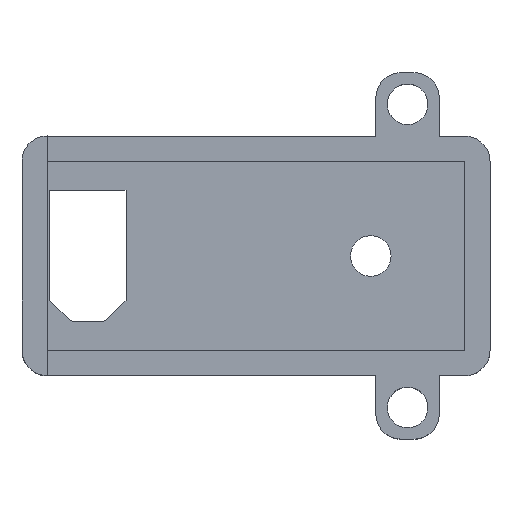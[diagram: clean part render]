
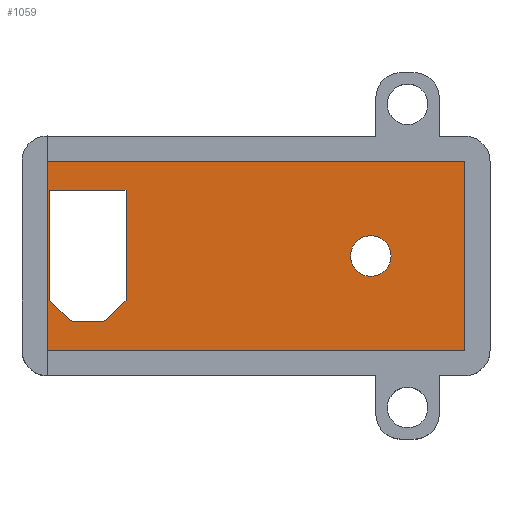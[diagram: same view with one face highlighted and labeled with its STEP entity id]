
A CAD part, top view. The second image highlights one B-rep face of the part: STEP entity #1059.
In plain terms, the highlighted planar face has unit normal (0, 0, 1).
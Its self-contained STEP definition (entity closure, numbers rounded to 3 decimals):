
#22=FACE_BOUND('',#174,.T.);
#23=FACE_BOUND('',#175,.T.);
#60=PLANE('',#1158);
#113=FACE_OUTER_BOUND('',#173,.T.);
#173=EDGE_LOOP('',(#963,#964,#965,#966));
#174=EDGE_LOOP('',(#967));
#175=EDGE_LOOP('',(#968,#969,#970,#971,#972,#973));
#205=CIRCLE('',#1137,1.6);
#304=LINE('',#1696,#427);
#308=LINE('',#1703,#431);
#310=LINE('',#1708,#433);
#314=LINE('',#1715,#437);
#316=LINE('',#1720,#439);
#319=LINE('',#1724,#442);
#322=LINE('',#1733,#445);
#323=LINE('',#1735,#446);
#324=LINE('',#1737,#447);
#325=LINE('',#1738,#448);
#427=VECTOR('',#1394,10.);
#431=VECTOR('',#1400,10.);
#433=VECTOR('',#1404,10.);
#437=VECTOR('',#1410,10.);
#439=VECTOR('',#1414,10.);
#442=VECTOR('',#1419,10.);
#445=VECTOR('',#1430,10.);
#446=VECTOR('',#1431,10.);
#447=VECTOR('',#1432,10.);
#448=VECTOR('',#1433,10.);
#533=VERTEX_POINT('',#1669);
#537=VERTEX_POINT('',#1693);
#538=VERTEX_POINT('',#1695);
#540=VERTEX_POINT('',#1701);
#542=VERTEX_POINT('',#1707);
#544=VERTEX_POINT('',#1713);
#546=VERTEX_POINT('',#1719);
#547=VERTEX_POINT('',#1731);
#548=VERTEX_POINT('',#1732);
#549=VERTEX_POINT('',#1734);
#550=VERTEX_POINT('',#1736);
#664=EDGE_CURVE('',#533,#533,#205,.T.);
#674=EDGE_CURVE('',#538,#537,#304,.T.);
#678=EDGE_CURVE('',#537,#540,#308,.T.);
#680=EDGE_CURVE('',#542,#538,#310,.T.);
#684=EDGE_CURVE('',#540,#544,#314,.T.);
#686=EDGE_CURVE('',#546,#542,#316,.T.);
#689=EDGE_CURVE('',#544,#546,#319,.T.);
#692=EDGE_CURVE('',#547,#548,#322,.T.);
#693=EDGE_CURVE('',#549,#547,#323,.T.);
#694=EDGE_CURVE('',#550,#549,#324,.T.);
#695=EDGE_CURVE('',#548,#550,#325,.T.);
#963=ORIENTED_EDGE('',*,*,#692,.F.);
#964=ORIENTED_EDGE('',*,*,#693,.F.);
#965=ORIENTED_EDGE('',*,*,#694,.F.);
#966=ORIENTED_EDGE('',*,*,#695,.F.);
#967=ORIENTED_EDGE('',*,*,#664,.T.);
#968=ORIENTED_EDGE('',*,*,#689,.T.);
#969=ORIENTED_EDGE('',*,*,#686,.T.);
#970=ORIENTED_EDGE('',*,*,#680,.T.);
#971=ORIENTED_EDGE('',*,*,#674,.T.);
#972=ORIENTED_EDGE('',*,*,#678,.T.);
#973=ORIENTED_EDGE('',*,*,#684,.T.);
#1059=ADVANCED_FACE('',(#113,#22,#23),#60,.T.);
#1137=AXIS2_PLACEMENT_3D('',#1670,#1360,#1361);
#1158=AXIS2_PLACEMENT_3D('',#1730,#1428,#1429);
#1360=DIRECTION('center_axis',(0.,0.,-1.));
#1361=DIRECTION('ref_axis',(1.,0.,0.));
#1394=DIRECTION('',(-0.717,0.697,0.));
#1400=DIRECTION('',(0.,1.,0.));
#1404=DIRECTION('',(-1.,0.,0.));
#1410=DIRECTION('',(1.,0.,0.));
#1414=DIRECTION('',(-0.717,-0.697,0.));
#1419=DIRECTION('',(0.,-1.,0.));
#1428=DIRECTION('center_axis',(0.,0.,1.));
#1429=DIRECTION('ref_axis',(0.,1.,0.));
#1430=DIRECTION('',(0.,-1.,0.));
#1431=DIRECTION('',(1.,0.,0.));
#1432=DIRECTION('',(0.,1.,0.));
#1433=DIRECTION('',(-1.,0.,0.));
#1669=CARTESIAN_POINT('',(-11.,9.45,9.6));
#1670=CARTESIAN_POINT('Origin',(-9.4,9.45,9.6));
#1693=CARTESIAN_POINT('',(-34.7,5.95,9.6));
#1695=CARTESIAN_POINT('',(-32.95,4.25,9.6));
#1696=CARTESIAN_POINT('',(-24.426,-4.03,9.6));
#1701=CARTESIAN_POINT('',(-34.7,14.65,9.6));
#1703=CARTESIAN_POINT('',(-34.7,3.975,9.6));
#1707=CARTESIAN_POINT('',(-30.45,4.25,9.6));
#1708=CARTESIAN_POINT('',(-16.225,4.25,9.6));
#1713=CARTESIAN_POINT('',(-28.7,14.65,9.6));
#1715=CARTESIAN_POINT('',(-18.35,14.65,9.6));
#1719=CARTESIAN_POINT('',(-28.7,5.95,9.6));
#1720=CARTESIAN_POINT('',(-22.819,11.663,9.6));
#1724=CARTESIAN_POINT('',(-28.7,8.325,9.6));
#1730=CARTESIAN_POINT('Origin',(-2.,2.,9.6));
#1731=CARTESIAN_POINT('',(-2.,16.9,9.6));
#1732=CARTESIAN_POINT('',(-2.,2.,9.6));
#1733=CARTESIAN_POINT('',(-2.,9.45,9.6));
#1734=CARTESIAN_POINT('',(-34.9,16.9,9.6));
#1735=CARTESIAN_POINT('',(-18.45,16.9,9.6));
#1736=CARTESIAN_POINT('',(-34.9,2.,9.6));
#1737=CARTESIAN_POINT('',(-34.9,2.,9.6));
#1738=CARTESIAN_POINT('',(-2.,2.,9.6));
